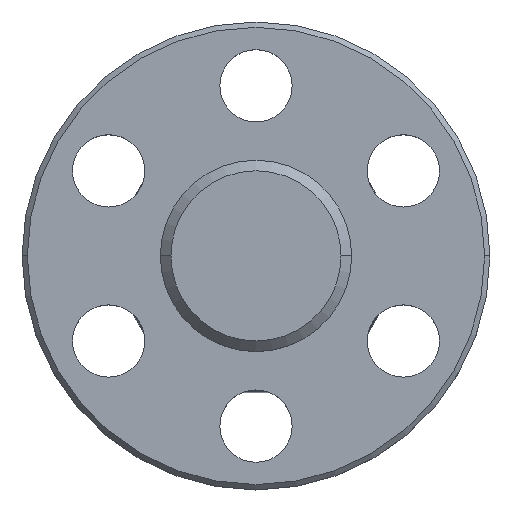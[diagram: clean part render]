
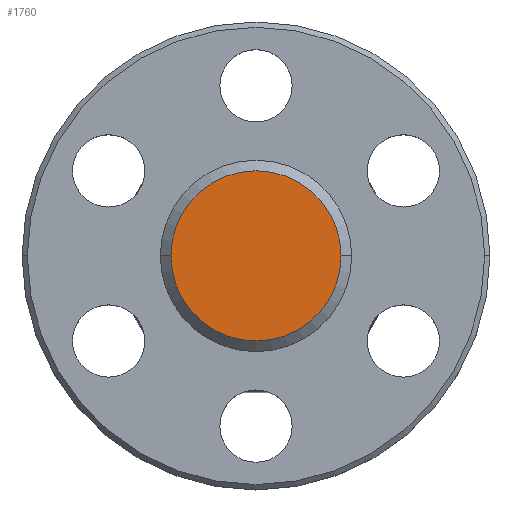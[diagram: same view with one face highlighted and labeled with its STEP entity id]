
A CAD part, top view. The second image highlights one B-rep face of the part: STEP entity #1760.
In plain terms, the highlighted planar face has unit normal (0, 0, 1).
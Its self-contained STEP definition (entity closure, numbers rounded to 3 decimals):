
#29 = ORIENTED_EDGE ( 'NONE', *, *, #1918, .T. ) ;
#190 = VERTEX_POINT ( 'NONE', #947 ) ;
#277 = AXIS2_PLACEMENT_3D ( 'NONE', #1186, #1031, #1622 ) ;
#529 = CIRCLE ( 'NONE', #277, 4. ) ;
#627 = DIRECTION ( 'NONE',  ( 1., 0., 0. ) ) ;
#688 = CIRCLE ( 'NONE', #1906, 4. ) ;
#848 = AXIS2_PLACEMENT_3D ( 'NONE', #1081, #1054, #627 ) ;
#947 = CARTESIAN_POINT ( 'NONE',  ( -4., 0., 1.75 ) ) ;
#1031 = DIRECTION ( 'NONE',  ( 0., 0., 1. ) ) ;
#1054 = DIRECTION ( 'NONE',  ( 0., 0., 1. ) ) ;
#1081 = CARTESIAN_POINT ( 'NONE',  ( 0., 0., 1.75 ) ) ;
#1186 = CARTESIAN_POINT ( 'NONE',  ( 0., 0., 1.75 ) ) ;
#1210 = CARTESIAN_POINT ( 'NONE',  ( 4., 0., 1.75 ) ) ;
#1296 = EDGE_LOOP ( 'NONE', ( #29, #1445 ) ) ;
#1411 = DIRECTION ( 'NONE',  ( 1., 0., 0. ) ) ;
#1423 = DIRECTION ( 'NONE',  ( 0., 0., 1. ) ) ;
#1445 = ORIENTED_EDGE ( 'NONE', *, *, #1514, .T. ) ;
#1457 = VERTEX_POINT ( 'NONE', #1210 ) ;
#1514 = EDGE_CURVE ( 'NONE', #1457, #190, #529, .T. ) ;
#1622 = DIRECTION ( 'NONE',  ( 1., 0., 0. ) ) ;
#1676 = PLANE ( 'NONE',  #848 ) ;
#1760 = ADVANCED_FACE ( 'NONE', ( #1761 ), #1676, .T. ) ;
#1761 = FACE_OUTER_BOUND ( 'NONE', #1296, .T. ) ;
#1852 = CARTESIAN_POINT ( 'NONE',  ( 0., 0., 1.75 ) ) ;
#1906 = AXIS2_PLACEMENT_3D ( 'NONE', #1852, #1423, #1411 ) ;
#1918 = EDGE_CURVE ( 'NONE', #190, #1457, #688, .T. ) ;
